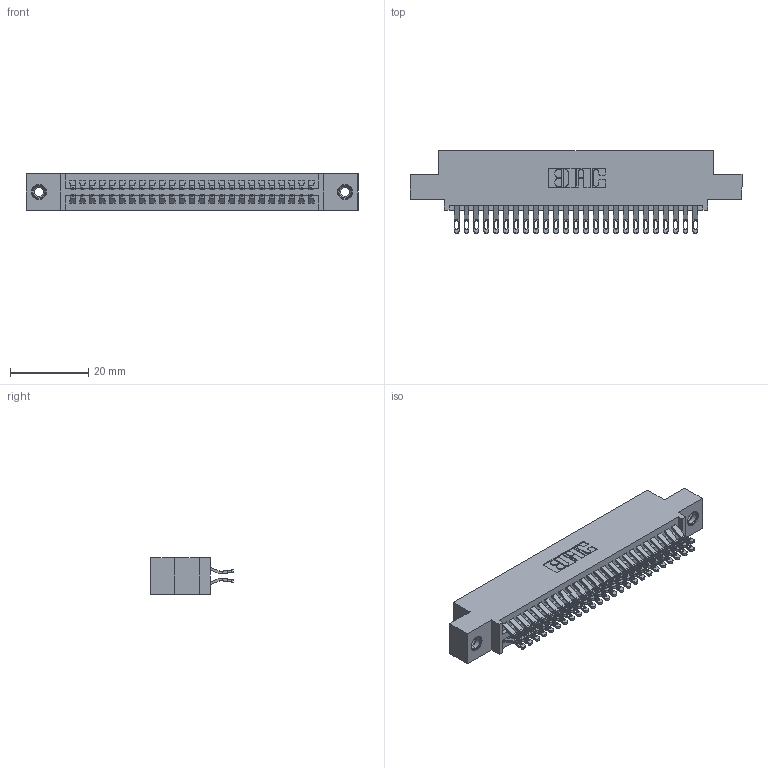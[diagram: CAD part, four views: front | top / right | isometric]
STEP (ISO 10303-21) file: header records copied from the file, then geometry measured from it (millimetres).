
FILE_DESCRIPTION (( 'STEP AP203' ), '1' );
FILE_NAME ('395-050-555-508.STEP', '2019-10-19T13:56:40', ( '' ), ( '' ), 'SwSTEP 2.0', 'SolidWorks 2016', '' );
FILE_SCHEMA (( 'CONFIG_CONTROL_DESIGN' ));
Length unit declared in the file: inch
Products named in the file (4): 345-292-001_555 Tail; 345-250-001_345-250-003-102; 395-050-555-508; 345 Part_0.110 Offset - 0.156 Dia-TI
Assembly tree (53 placements, depth 2):
  395-050-555-508
    345 Part_0.110 Offset - 0.156 Dia-TI
    345-292-001_555 Tail  x50
    345-250-001_345-250-003-102  x2
Bounding box: 84.71 x 21.13 x 9.4 mm (x, y, z)
Volume: 8136.1 mm3; surface area: 12307.9 mm2
Topology: 53 solids, 53 shells, 2990 faces, 9339 edges, 6218 vertices
Faces by surface type: plane 1666, cylinder 1308, cone 12, torus 4
Entity records: 23548 total; most frequent: CARTESIAN_POINT 3981, ORIENTED_EDGE 3878, DIRECTION 3525, EDGE_CURVE 1939, VECTOR 1667, LINE 1667, VERTEX_POINT 1288, AXIS2_PLACEMENT_3D 929
